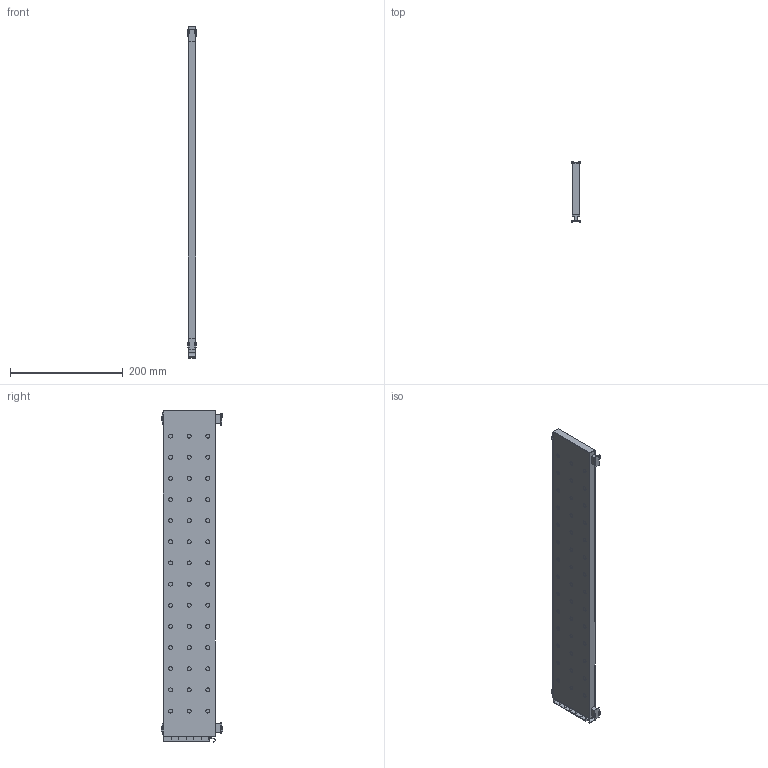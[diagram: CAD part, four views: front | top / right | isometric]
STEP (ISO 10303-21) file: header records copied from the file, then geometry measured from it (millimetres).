
FILE_DESCRIPTION (( 'STEP AP214' ), '1' );
FILE_NAME ('F000606,F000615-RIGHT_3D.step', '2022-10-10T14:03:41', ( '' ), ( '' ), 'SwSTEP 2.0', 'SolidWorks 2020', '' );
FILE_SCHEMA (( 'AUTOMOTIVE_DESIGN' ));
Length unit declared in the file: millimetre
Products named in the file (1): F000606,F000615-RIGHT_3D
Bounding box: 15 x 108.2 x 588.6 mm (x, y, z)
Volume: 103791.5 mm3; surface area: 249914 mm2
Topology: 5 solids, 5 shells, 261 faces, 736 edges, 488 vertices
Faces by surface type: plane 151, cylinder 110
Entity records: 8708 total; most frequent: CARTESIAN_POINT 1486, DIRECTION 1480, ORIENTED_EDGE 1472, EDGE_CURVE 736, VECTOR 516, LINE 516, VERTEX_POINT 488, AXIS2_PLACEMENT_3D 482
